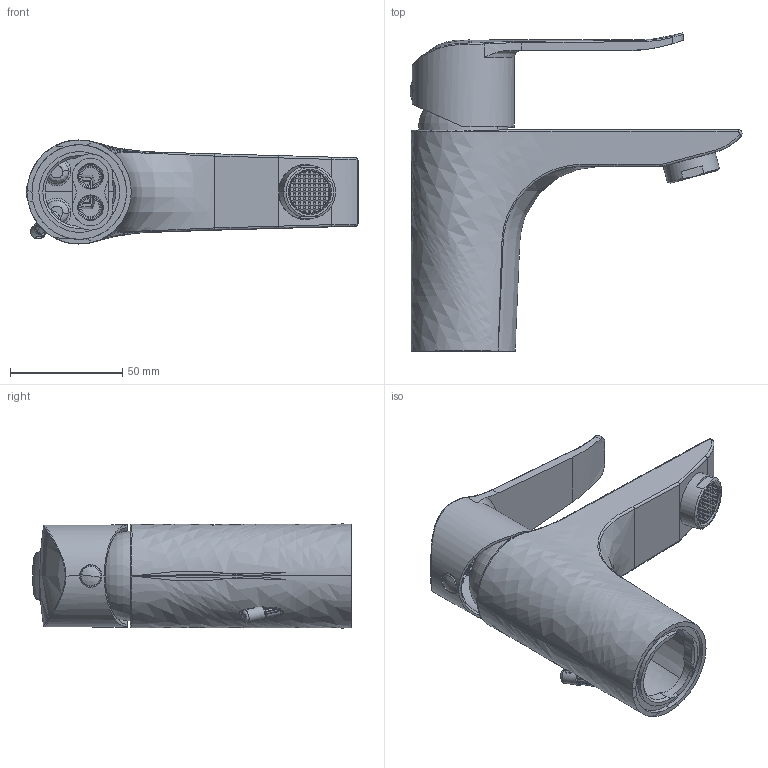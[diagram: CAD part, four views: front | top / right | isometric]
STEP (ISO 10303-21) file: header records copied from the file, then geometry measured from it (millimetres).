
FILE_DESCRIPTION (( 'STEP AP203' ), '1' );
FILE_NAME ('64A308677.STEP', '2023-10-11T05:36:14', ( '' ), ( '' ), 'SwSTEP 2.0', 'SolidWorks 2021', '' );
FILE_SCHEMA (( 'CONFIG_CONTROL_DESIGN' ));
Products named in the file (1): 64A308677
Bounding box: 148.03 x 141.9 x 46.39 mm (x, y, z)
Volume: 98902.3 mm3; surface area: 80834.1 mm2
Topology: 7 solids, 7 shells, 1368 faces, 3729 edges, 2408 vertices
Faces by surface type: plane 940, bspline 185, cylinder 178, cone 49, torus 12, sphere 4
Entity records: 184453 total; most frequent: CARTESIAN_POINT 151133, ORIENTED_EDGE 7414, DIRECTION 5986, EDGE_CURVE 3707, VECTOR 2640, LINE 2640, VERTEX_POINT 2408, AXIS2_PLACEMENT_3D 1673
